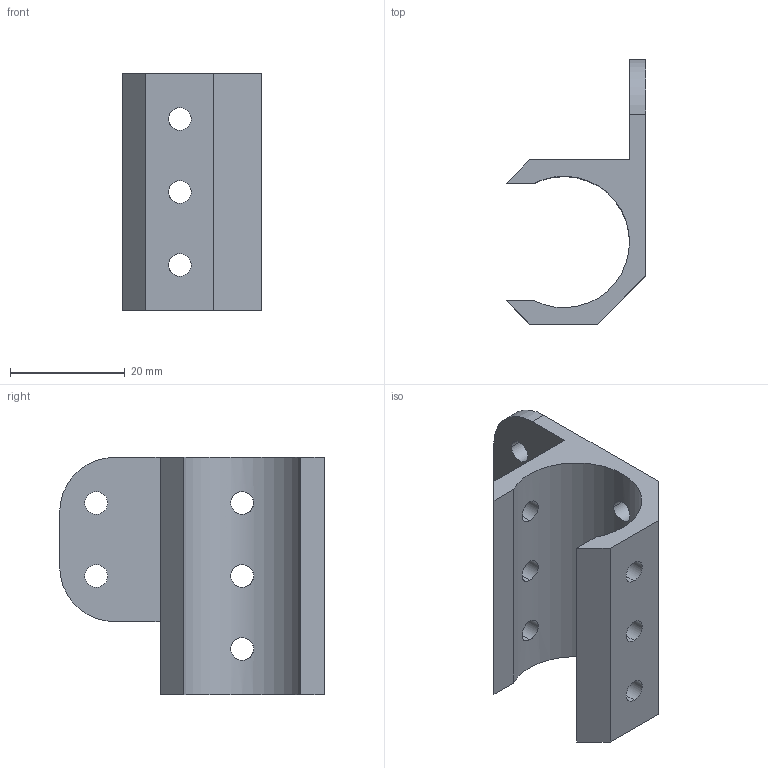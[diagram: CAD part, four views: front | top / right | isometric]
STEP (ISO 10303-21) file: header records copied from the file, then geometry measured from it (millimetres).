
FILE_DESCRIPTION (( 'STEP AP214' ), '1' );
FILE_NAME ('Side Flange.STEP', '2018-12-02T00:22:16', ( '' ), ( '' ), 'SwSTEP 2.0', 'SolidWorks 2018', '' );
FILE_SCHEMA (( 'AUTOMOTIVE_DESIGN' ));
Length unit declared in the file: inch
Products named in the file (1): Side Flange
Bounding box: 24.33 x 46.04 x 41.27 mm (x, y, z)
Volume: 9733.2 mm3; surface area: 6964.9 mm2
Topology: 1 solids, 1 shells, 39 faces, 111 edges, 74 vertices
Faces by surface type: cylinder 25, plane 14
Entity records: 1829 total; most frequent: CARTESIAN_POINT 729, ORIENTED_EDGE 222, DIRECTION 205, EDGE_CURVE 111, VERTEX_POINT 74, AXIS2_PLACEMENT_3D 72, LINE 61, VECTOR 61
